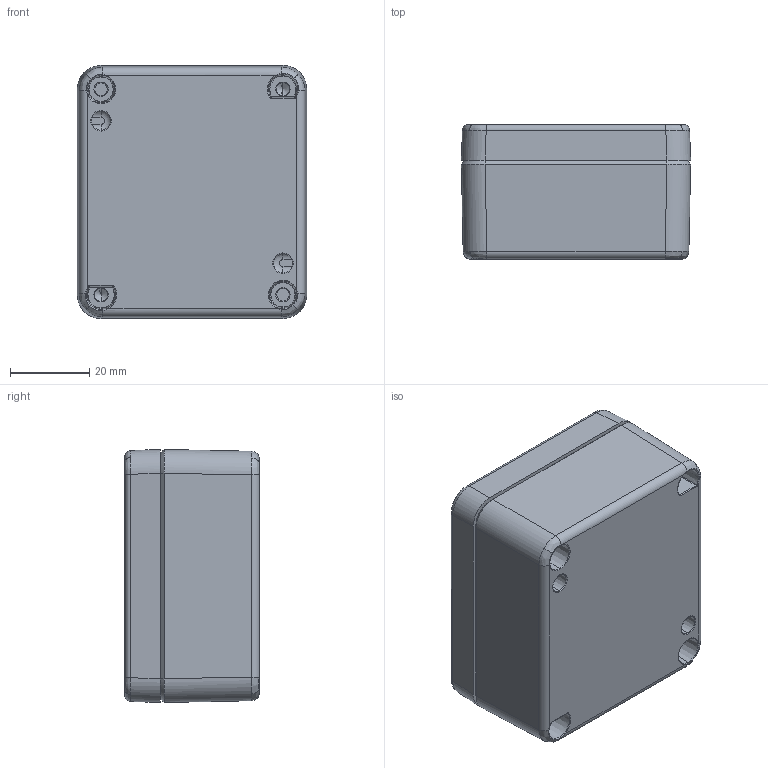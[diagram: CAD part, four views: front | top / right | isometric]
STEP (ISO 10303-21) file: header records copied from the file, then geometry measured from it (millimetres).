
FILE_DESCRIPTION (( 'STEP AP214' ), '1' );
FILE_NAME ('01060603.STEP', '2009-03-06T11:43:00', ( ' ' ), ( '' ), 'SwSTEP 2.0', 'SolidWorks 2008', '' );
FILE_SCHEMA (( 'AUTOMOTIVE_DESIGN' ));
Length unit declared in the file: millimetre
Products named in the file (6): 02010_Standard; 01010_Standard; 01060603; 93132_Standard
Assembly tree (6 placements, depth 2):
  01060603
    01010_Standard
    93132_Standard  x2
    93132_Standard
    02010_Standard
    93132_Standard
Bounding box: 58 x 34 x 64 mm (x, y, z)
Volume: 49331.7 mm3; surface area: 33553.5 mm2
Topology: 6 solids, 6 shells, 894 faces, 2055 edges, 1180 vertices
Faces by surface type: bspline 260, cylinder 212, plane 183, torus 126, cone 109, sphere 4
Entity records: 35020 total; most frequent: CARTESIAN_POINT 16910, ORIENTED_EDGE 3930, DIRECTION 3571, EDGE_CURVE 1965, AXIS2_PLACEMENT_3D 1443, VERTEX_POINT 1138, EDGE_LOOP 917, ADVANCED_FACE 867
